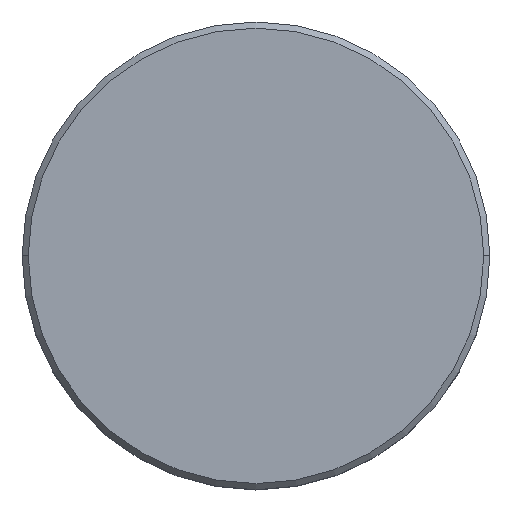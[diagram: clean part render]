
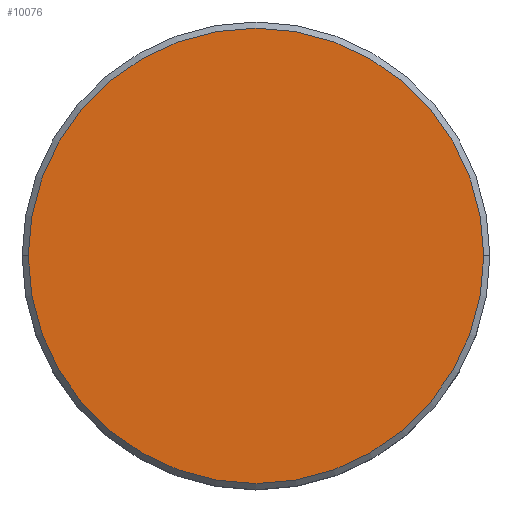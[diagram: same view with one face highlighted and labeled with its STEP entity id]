
A CAD part, top view. The second image highlights one B-rep face of the part: STEP entity #10076.
In plain terms, the highlighted planar face has unit normal (0, 0, 1).
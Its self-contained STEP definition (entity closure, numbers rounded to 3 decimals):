
#1500 = DIRECTION ( 'NONE',  ( 0., 0., 1. ) ) ;
#1897 = VERTEX_POINT ( 'NONE', #10672 ) ;
#2014 = PLANE ( 'NONE',  #8452 ) ;
#3203 = CARTESIAN_POINT ( 'NONE',  ( -9.25, 0., 3. ) ) ;
#3820 = CARTESIAN_POINT ( 'NONE',  ( 0., 0., 3. ) ) ;
#3987 = DIRECTION ( 'NONE',  ( 1., 0., 0. ) ) ;
#4102 = ORIENTED_EDGE ( 'NONE', *, *, #7651, .T. ) ;
#4636 = CIRCLE ( 'NONE', #5168, 9.25 ) ;
#4796 = DIRECTION ( 'NONE',  ( 1., 0., 0. ) ) ;
#4915 = EDGE_LOOP ( 'NONE', ( #4102, #8478 ) ) ;
#5168 = AXIS2_PLACEMENT_3D ( 'NONE', #3820, #10629, #4796 ) ;
#6508 = CIRCLE ( 'NONE', #9253, 9.25 ) ;
#6614 = FACE_OUTER_BOUND ( 'NONE', #4915, .T. ) ;
#7335 = CARTESIAN_POINT ( 'NONE',  ( 0., 0., 3. ) ) ;
#7651 = EDGE_CURVE ( 'NONE', #8150, #1897, #6508, .T. ) ;
#8150 = VERTEX_POINT ( 'NONE', #3203 ) ;
#8325 = DIRECTION ( 'NONE',  ( 1., 0., 0. ) ) ;
#8452 = AXIS2_PLACEMENT_3D ( 'NONE', #9722, #9841, #3987 ) ;
#8478 = ORIENTED_EDGE ( 'NONE', *, *, #10000, .T. ) ;
#9253 = AXIS2_PLACEMENT_3D ( 'NONE', #7335, #1500, #8325 ) ;
#9722 = CARTESIAN_POINT ( 'NONE',  ( 0., 0., 3. ) ) ;
#9841 = DIRECTION ( 'NONE',  ( 0., 0., 1. ) ) ;
#10000 = EDGE_CURVE ( 'NONE', #1897, #8150, #4636, .T. ) ;
#10076 = ADVANCED_FACE ( 'NONE', ( #6614 ), #2014, .T. ) ;
#10629 = DIRECTION ( 'NONE',  ( 0., 0., 1. ) ) ;
#10672 = CARTESIAN_POINT ( 'NONE',  ( 9.25, 0., 3. ) ) ;
